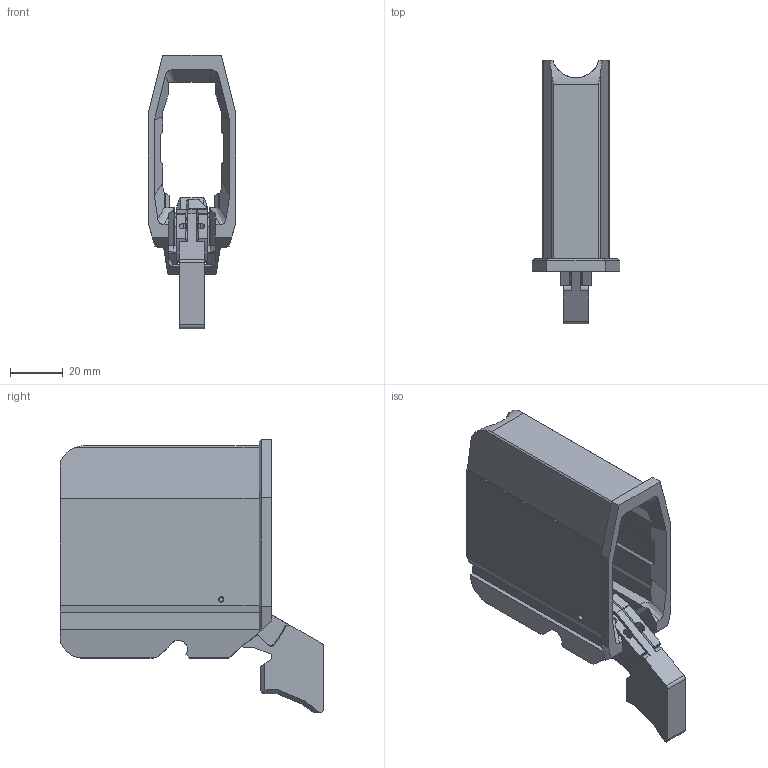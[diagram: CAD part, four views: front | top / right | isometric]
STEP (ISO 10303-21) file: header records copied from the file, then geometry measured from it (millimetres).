
FILE_DESCRIPTION(/* description */ ('Unknown'),/* implementation_level */ '2;1');
FILE_NAME(/* name */ 'ADHD-MAGWELL',/* time_stamp */ '2019-05-17T19:38:30+10:00',/* author */ ('Unknown'),/* organization */ ('Unknown'),/* preprocessor_version */ 'ST-DEVELOPER v16',/* originating_system */ 'DEX',/* authorisation */ $);
FILE_SCHEMA (('AUTOMOTIVE_DESIGN {1 0 10303 214 3 1 1}'));
Length unit declared in the file: millimetre
Products named in the file (1): Wildcard Adapter
Bounding box: 33.34 x 100.01 x 103.9 mm (x, y, z)
Volume: 56796.2 mm3; surface area: 38324.9 mm2
Topology: 3 solids, 3 shells, 381 faces, 1043 edges, 666 vertices
Faces by surface type: plane 272, cylinder 67, cone 33, bspline 5, torus 4
Full cylindrical faces by diameter (mm): 1.587 x1, 2.032 x2, 2.286 x3
Entity records: 12727 total; most frequent: CARTESIAN_POINT 2951, ORIENTED_EDGE 2074, DIRECTION 1977, EDGE_CURVE 1037, LINE 773, VECTOR 773, VERTEX_POINT 666, AXIS2_PLACEMENT_3D 602
